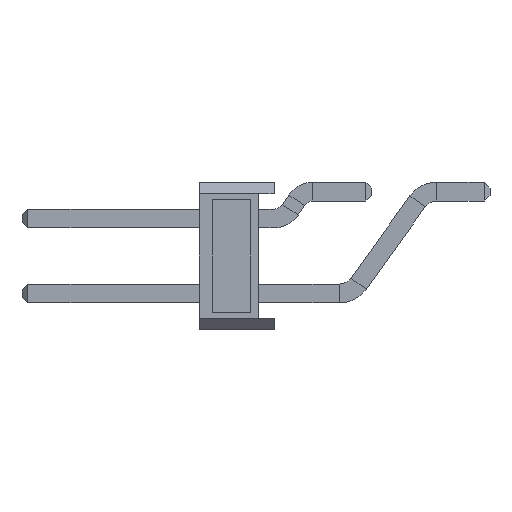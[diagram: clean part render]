
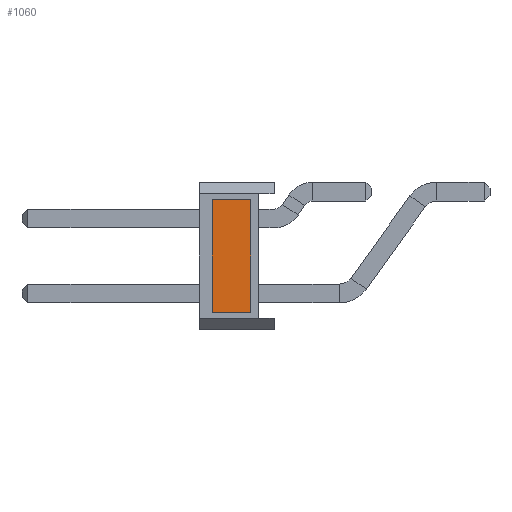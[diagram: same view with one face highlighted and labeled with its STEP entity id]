
A CAD part, left-side view. The second image highlights one B-rep face of the part: STEP entity #1060.
In plain terms, the highlighted planar face has unit normal (-1, 0, 0).
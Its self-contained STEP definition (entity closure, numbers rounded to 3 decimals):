
#1060 = ADVANCED_FACE ( 'NONE', ( #6454 ), #10540, .F. ) ;
#1393 = DIRECTION ( 'NONE',  ( 1., 0., 0. ) ) ;
#1460 = LINE ( 'NONE', #29459, #9542 ) ;
#1784 = VERTEX_POINT ( 'NONE', #8980 ) ;
#1945 = DIRECTION ( 'NONE',  ( 0., -1., 0. ) ) ;
#2246 = CARTESIAN_POINT ( 'NONE',  ( -1.27, 2.1, 1.9 ) ) ;
#2971 = EDGE_CURVE ( 'NONE', #16310, #16374, #23574, .T. ) ;
#4428 = EDGE_CURVE ( 'NONE', #1784, #28675, #5716, .T. ) ;
#5716 = LINE ( 'NONE', #24332, #28916 ) ;
#5964 = ORIENTED_EDGE ( 'NONE', *, *, #4428, .T. ) ;
#6454 = FACE_OUTER_BOUND ( 'NONE', #17634, .T. ) ;
#8857 = VECTOR ( 'NONE', #27464, 1000. ) ;
#8980 = CARTESIAN_POINT ( 'NONE',  ( -1.27, 0.8, -1.9 ) ) ;
#9542 = VECTOR ( 'NONE', #22317, 1000. ) ;
#10540 = PLANE ( 'NONE',  #19203 ) ;
#10591 = VECTOR ( 'NONE', #1945, 1000. ) ;
#11514 = CARTESIAN_POINT ( 'NONE',  ( -1.27, 0.8, 1.9 ) ) ;
#12041 = LINE ( 'NONE', #12108, #10591 ) ;
#12108 = CARTESIAN_POINT ( 'NONE',  ( -1.27, 2.1, -1.9 ) ) ;
#13021 = DIRECTION ( 'NONE',  ( 0., 0., -1. ) ) ;
#14654 = ORIENTED_EDGE ( 'NONE', *, *, #25568, .F. ) ;
#16310 = VERTEX_POINT ( 'NONE', #25655 ) ;
#16374 = VERTEX_POINT ( 'NONE', #2246 ) ;
#17478 = CARTESIAN_POINT ( 'NONE',  ( -1.27, 2.1, 0. ) ) ;
#17634 = EDGE_LOOP ( 'NONE', ( #5964, #14654, #17719, #30172 ) ) ;
#17719 = ORIENTED_EDGE ( 'NONE', *, *, #2971, .F. ) ;
#19203 = AXIS2_PLACEMENT_3D ( 'NONE', #27348, #1393, #13021 ) ;
#19964 = EDGE_CURVE ( 'NONE', #16310, #1784, #12041, .T. ) ;
#22317 = DIRECTION ( 'NONE',  ( 0., -1., 0. ) ) ;
#23574 = LINE ( 'NONE', #17478, #8857 ) ;
#24332 = CARTESIAN_POINT ( 'NONE',  ( -1.27, 0.8, 0. ) ) ;
#25568 = EDGE_CURVE ( 'NONE', #16374, #28675, #1460, .T. ) ;
#25655 = CARTESIAN_POINT ( 'NONE',  ( -1.27, 2.1, -1.9 ) ) ;
#27348 = CARTESIAN_POINT ( 'NONE',  ( -1.27, 2.1, 0. ) ) ;
#27464 = DIRECTION ( 'NONE',  ( 0., 0., 1. ) ) ;
#28675 = VERTEX_POINT ( 'NONE', #11514 ) ;
#28916 = VECTOR ( 'NONE', #29089, 1000. ) ;
#29089 = DIRECTION ( 'NONE',  ( 0., 0., 1. ) ) ;
#29459 = CARTESIAN_POINT ( 'NONE',  ( -1.27, 2.1, 1.9 ) ) ;
#30172 = ORIENTED_EDGE ( 'NONE', *, *, #19964, .T. ) ;
